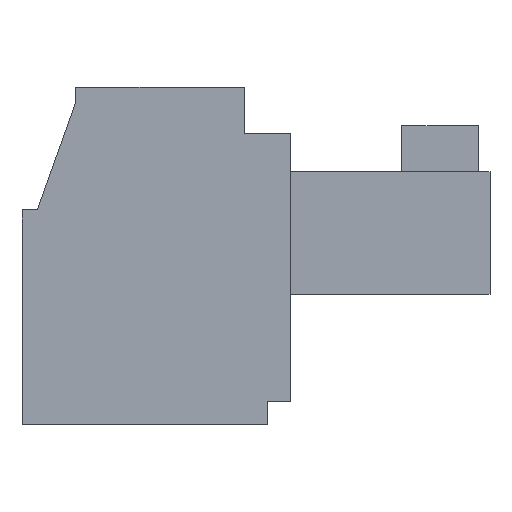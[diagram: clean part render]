
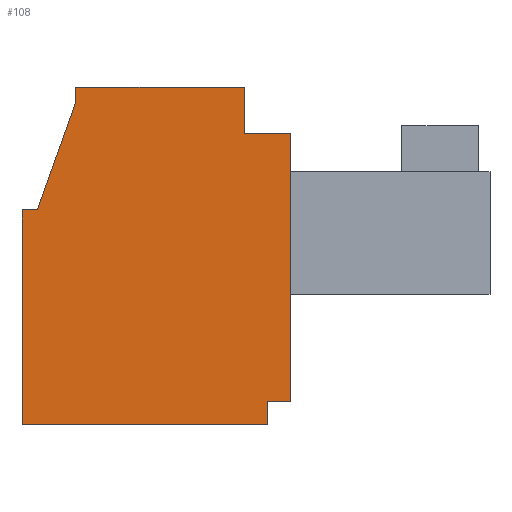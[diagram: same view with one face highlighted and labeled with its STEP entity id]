
A CAD part, front view. The second image highlights one B-rep face of the part: STEP entity #108.
In plain terms, the highlighted planar face has unit normal (0, -1, 0).
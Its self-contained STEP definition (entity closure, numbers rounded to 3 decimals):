
#108=ADVANCED_FACE('',(#266),#2332,.T.);
#266=FACE_OUTER_BOUND('',#436,.T.);
#436=EDGE_LOOP('',(#867,#868,#869,#870,#871,#872,#873,#874,#875,#876,#877));
#867=ORIENTED_EDGE('',*,*,#1289,.F.);
#868=ORIENTED_EDGE('',*,*,#1456,.T.);
#869=ORIENTED_EDGE('',*,*,#1455,.T.);
#870=ORIENTED_EDGE('',*,*,#1454,.T.);
#871=ORIENTED_EDGE('',*,*,#1446,.F.);
#872=ORIENTED_EDGE('',*,*,#1453,.F.);
#873=ORIENTED_EDGE('',*,*,#1318,.F.);
#874=ORIENTED_EDGE('',*,*,#1311,.F.);
#875=ORIENTED_EDGE('',*,*,#1309,.F.);
#876=ORIENTED_EDGE('',*,*,#1306,.F.);
#877=ORIENTED_EDGE('',*,*,#1292,.F.);
#1289=EDGE_CURVE('',#2028,#2027,#1724,.T.);
#1292=EDGE_CURVE('',#2027,#2029,#1727,.T.);
#1306=EDGE_CURVE('',#2029,#2042,#1741,.T.);
#1309=EDGE_CURVE('',#2042,#2043,#1744,.T.);
#1311=EDGE_CURVE('',#2043,#2044,#1746,.T.);
#1318=EDGE_CURVE('',#2044,#2054,#1753,.T.);
#1446=EDGE_CURVE('',#2138,#2137,#1843,.T.);
#1453=EDGE_CURVE('',#2054,#2138,#1848,.T.);
#1454=EDGE_CURVE('',#2140,#2137,#1849,.T.);
#1455=EDGE_CURVE('',#2141,#2140,#1850,.T.);
#1456=EDGE_CURVE('',#2028,#2141,#1851,.T.);
#1724=B_SPLINE_CURVE_WITH_KNOTS('',1,(#3659,#3660),.UNSPECIFIED.,.F.,.F.,
(2,2),(-0.32,0.),.UNSPECIFIED.);
#1727=B_SPLINE_CURVE_WITH_KNOTS('',1,(#3665,#3666),.UNSPECIFIED.,.F.,.F.,
(2,2),(-0.28,0.),.UNSPECIFIED.);
#1741=B_SPLINE_CURVE_WITH_KNOTS('',1,(#3693,#3694),.UNSPECIFIED.,.F.,.F.,
(2,2),(-0.02,0.),.UNSPECIFIED.);
#1744=B_SPLINE_CURVE_WITH_KNOTS('',1,(#3699,#3700),.UNSPECIFIED.,.F.,.F.,
(2,2),(-0.149,0.),.UNSPECIFIED.);
#1746=B_SPLINE_CURVE_WITH_KNOTS('',1,(#3703,#3704),.UNSPECIFIED.,.F.,.F.,
(2,2),(-0.02,0.),.UNSPECIFIED.);
#1753=B_SPLINE_CURVE_WITH_KNOTS('',1,(#3717,#3718),.UNSPECIFIED.,.F.,.F.,
(2,2),(-0.22,0.),.UNSPECIFIED.);
#1843=B_SPLINE_CURVE_WITH_KNOTS('',1,(#4047,#4048),.UNSPECIFIED.,.F.,.F.,
(2,2),(-0.06,0.),.UNSPECIFIED.);
#1848=B_SPLINE_CURVE_WITH_KNOTS('',1,(#4063,#4064),.UNSPECIFIED.,.F.,.F.,
(2,2),(-0.06,0.),.UNSPECIFIED.);
#1849=B_SPLINE_CURVE_WITH_KNOTS('',1,(#4065,#4066),.UNSPECIFIED.,.F.,.F.,
(2,2),(-0.35,0.),.UNSPECIFIED.);
#1850=B_SPLINE_CURVE_WITH_KNOTS('',1,(#4067,#4068),.UNSPECIFIED.,.F.,.F.,
(2,2),(-0.03,0.),.UNSPECIFIED.);
#1851=B_SPLINE_CURVE_WITH_KNOTS('',1,(#4069,#4070),.UNSPECIFIED.,.F.,.F.,
(2,2),(-0.03,0.),.UNSPECIFIED.);
#2027=VERTEX_POINT('',#3414);
#2028=VERTEX_POINT('',#3415);
#2029=VERTEX_POINT('',#3416);
#2042=VERTEX_POINT('',#3429);
#2043=VERTEX_POINT('',#3430);
#2044=VERTEX_POINT('',#3431);
#2054=VERTEX_POINT('',#3441);
#2137=VERTEX_POINT('',#3524);
#2138=VERTEX_POINT('',#3525);
#2140=VERTEX_POINT('',#3527);
#2141=VERTEX_POINT('',#3528);
#2332=PLANE('',#2477);
#2477=AXIS2_PLACEMENT_3D('',#2985,#2605,$);
#2605=DIRECTION('',(0.,-1.,0.));
#2985=CARTESIAN_POINT('',(-31.65,-9.157,-22.734));
#3414=CARTESIAN_POINT('',(-15.494,-9.157,-6.35));
#3415=CARTESIAN_POINT('',(-7.366,-9.157,-6.35));
#3416=CARTESIAN_POINT('',(-15.494,-9.157,0.762));
#3429=CARTESIAN_POINT('',(-14.986,-9.157,0.762));
#3430=CARTESIAN_POINT('',(-13.716,-9.157,4.318));
#3431=CARTESIAN_POINT('',(-13.716,-9.157,4.826));
#3441=CARTESIAN_POINT('',(-8.128,-9.157,4.826));
#3524=CARTESIAN_POINT('',(-6.604,-9.157,3.302));
#3525=CARTESIAN_POINT('',(-8.128,-9.157,3.302));
#3527=CARTESIAN_POINT('',(-6.604,-9.157,-5.588));
#3528=CARTESIAN_POINT('',(-7.366,-9.157,-5.588));
#3659=CARTESIAN_POINT('',(-7.366,-9.157,-6.35));
#3660=CARTESIAN_POINT('',(-15.494,-9.157,-6.35));
#3665=CARTESIAN_POINT('',(-15.494,-9.157,-6.35));
#3666=CARTESIAN_POINT('',(-15.494,-9.157,0.762));
#3693=CARTESIAN_POINT('',(-15.494,-9.157,0.762));
#3694=CARTESIAN_POINT('',(-14.986,-9.157,0.762));
#3699=CARTESIAN_POINT('',(-14.986,-9.157,0.762));
#3700=CARTESIAN_POINT('',(-13.716,-9.157,4.318));
#3703=CARTESIAN_POINT('',(-13.716,-9.157,4.318));
#3704=CARTESIAN_POINT('',(-13.716,-9.157,4.826));
#3717=CARTESIAN_POINT('',(-13.716,-9.157,4.826));
#3718=CARTESIAN_POINT('',(-8.128,-9.157,4.826));
#4047=CARTESIAN_POINT('',(-8.128,-9.157,3.302));
#4048=CARTESIAN_POINT('',(-6.604,-9.157,3.302));
#4063=CARTESIAN_POINT('',(-8.128,-9.157,4.826));
#4064=CARTESIAN_POINT('',(-8.128,-9.157,3.302));
#4065=CARTESIAN_POINT('',(-6.604,-9.157,-5.588));
#4066=CARTESIAN_POINT('',(-6.604,-9.157,3.302));
#4067=CARTESIAN_POINT('',(-7.366,-9.157,-5.588));
#4068=CARTESIAN_POINT('',(-6.604,-9.157,-5.588));
#4069=CARTESIAN_POINT('',(-7.366,-9.157,-6.35));
#4070=CARTESIAN_POINT('',(-7.366,-9.157,-5.588));
